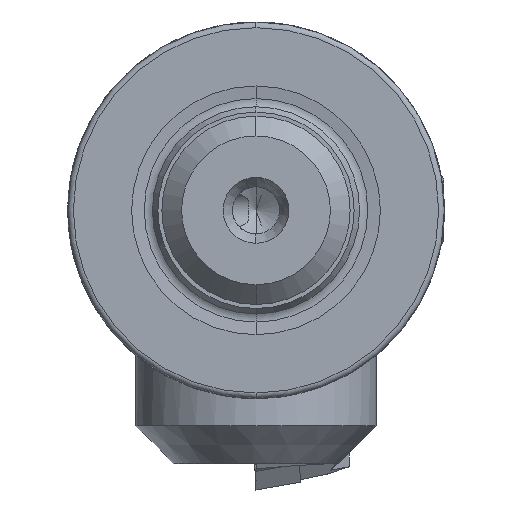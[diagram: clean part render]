
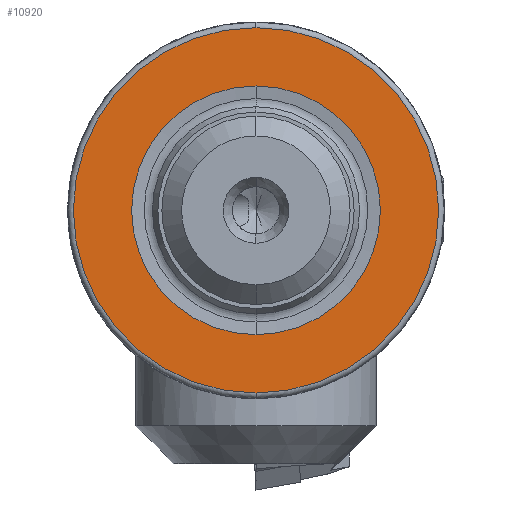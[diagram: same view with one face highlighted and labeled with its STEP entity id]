
A CAD part, left-side view. The second image highlights one B-rep face of the part: STEP entity #10920.
In plain terms, the highlighted planar face has unit normal (-1, 0, 0).
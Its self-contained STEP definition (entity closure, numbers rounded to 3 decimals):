
#2 = FACE_BOUND ( 'NONE', #1921, .T. ) ;
#629 = DIRECTION ( 'NONE',  ( -1., 0., 0. ) ) ;
#803 = CARTESIAN_POINT ( 'NONE',  ( 0., 0., 0. ) ) ;
#1156 = VERTEX_POINT ( 'NONE', #10673 ) ;
#1335 = CARTESIAN_POINT ( 'NONE',  ( 0., 0., 0. ) ) ;
#1571 = AXIS2_PLACEMENT_3D ( 'NONE', #1952, #17003, #4151 ) ;
#1809 = CARTESIAN_POINT ( 'NONE',  ( 0., 0., 6.603 ) ) ;
#1921 = EDGE_LOOP ( 'NONE', ( #7785, #14250 ) ) ;
#1952 = CARTESIAN_POINT ( 'NONE',  ( 0., 0., 0. ) ) ;
#2988 = DIRECTION ( 'NONE',  ( 0., 0., -1. ) ) ;
#3134 = CARTESIAN_POINT ( 'NONE',  ( 0., 0., 0. ) ) ;
#3505 = AXIS2_PLACEMENT_3D ( 'NONE', #3134, #18207, #5324 ) ;
#3516 = DIRECTION ( 'NONE',  ( 0., 0., -1. ) ) ;
#4151 = DIRECTION ( 'NONE',  ( 0., 0., -1. ) ) ;
#4256 = CIRCLE ( 'NONE', #3505, 6.603 ) ;
#4895 = CIRCLE ( 'NONE', #5523, 6.603 ) ;
#5324 = DIRECTION ( 'NONE',  ( 0., 0., -1. ) ) ;
#5523 = AXIS2_PLACEMENT_3D ( 'NONE', #803, #15872, #2988 ) ;
#5558 = VERTEX_POINT ( 'NONE', #14279 ) ;
#6616 = EDGE_CURVE ( 'NONE', #20535, #11256, #4895, .T. ) ;
#7785 = ORIENTED_EDGE ( 'NONE', *, *, #22547, .T. ) ;
#7927 = CARTESIAN_POINT ( 'NONE',  ( 0., 0., -6.603 ) ) ;
#8012 = AXIS2_PLACEMENT_3D ( 'NONE', #19931, #629, #15689 ) ;
#9484 = EDGE_CURVE ( 'NONE', #5558, #1156, #14230, .T. ) ;
#10673 = CARTESIAN_POINT ( 'NONE',  ( 0., 0., 9.7 ) ) ;
#10920 = ADVANCED_FACE ( 'NONE', ( #2, #24952 ), #26412, .T. ) ;
#11256 = VERTEX_POINT ( 'NONE', #1809 ) ;
#11690 = AXIS2_PLACEMENT_3D ( 'NONE', #1335, #16392, #3516 ) ;
#12328 = ORIENTED_EDGE ( 'NONE', *, *, #9484, .F. ) ;
#14230 = CIRCLE ( 'NONE', #1571, 9.7 ) ;
#14250 = ORIENTED_EDGE ( 'NONE', *, *, #6616, .T. ) ;
#14279 = CARTESIAN_POINT ( 'NONE',  ( 0., 0., -9.7 ) ) ;
#15689 = DIRECTION ( 'NONE',  ( 0., 0., 1. ) ) ;
#15872 = DIRECTION ( 'NONE',  ( 1., 0., 0. ) ) ;
#16392 = DIRECTION ( 'NONE',  ( 1., 0., 0. ) ) ;
#17003 = DIRECTION ( 'NONE',  ( 1., 0., 0. ) ) ;
#17733 = CIRCLE ( 'NONE', #11690, 9.7 ) ;
#18207 = DIRECTION ( 'NONE',  ( 1., 0., 0. ) ) ;
#18525 = EDGE_LOOP ( 'NONE', ( #12328, #22402 ) ) ;
#19931 = CARTESIAN_POINT ( 'NONE',  ( 0., 6.603, 0. ) ) ;
#20535 = VERTEX_POINT ( 'NONE', #7927 ) ;
#22402 = ORIENTED_EDGE ( 'NONE', *, *, #27310, .F. ) ;
#22547 = EDGE_CURVE ( 'NONE', #11256, #20535, #4256, .T. ) ;
#24952 = FACE_OUTER_BOUND ( 'NONE', #18525, .T. ) ;
#26412 = PLANE ( 'NONE',  #8012 ) ;
#27310 = EDGE_CURVE ( 'NONE', #1156, #5558, #17733, .T. ) ;
